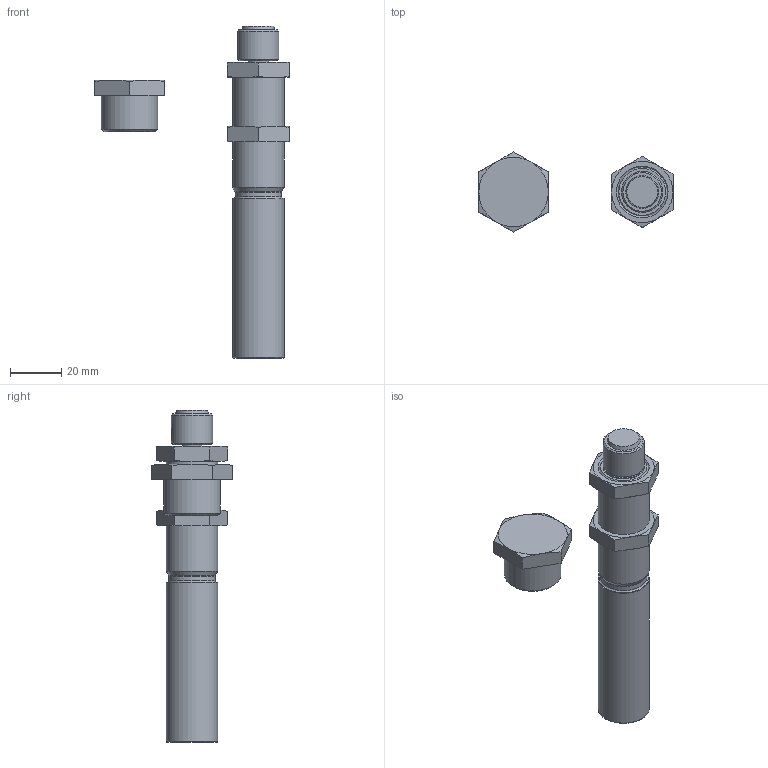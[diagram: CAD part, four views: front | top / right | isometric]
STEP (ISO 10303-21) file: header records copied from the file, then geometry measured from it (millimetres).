
FILE_DESCRIPTION(/* description */ ('STEP AP214'),/* implementation_level */ '2;1');
FILE_NAME(/* name */ '114033_SLZ-32-KF-A',/* time_stamp */ '2024-09-15T07:25:36+02:00',/* author */ ('License CC BY-ND 4.0'),/* organization */ ('CADENAS'),/* preprocessor_version */ 'ST-DEVELOPER v19.3',/* originating_system */ 'PARTsolutions',/* authorisation */ ' ');
FILE_SCHEMA (('AUTOMOTIVE_DESIGN {1 0 10303 214 3 1 1}'));
Length unit declared in the file: millimetre
Products named in the file (5): 114033 SLZ-32-KF-A---(02); 328961 SLZ-32-KF-A; 1138644 DYSR-16-20-Y5p---(0); 237256 YSR-16 M20x1.25-6-24; 11134 YSRP-16
Assembly tree (5 placements, depth 2):
  114033 SLZ-32-KF-A---(02)
    328961 SLZ-32-KF-A
    1138644 DYSR-16-20-Y5p---(0)
    237256 YSR-16 M20x1.25-6-24  x2
    11134 YSRP-16
Bounding box: 75.5 x 31.18 x 129 mm (x, y, z)
Volume: 48541.7 mm3; surface area: 15256.1 mm2
Topology: 5 solids, 5 shells, 114 faces, 248 edges, 155 vertices
Faces by surface type: plane 56, cone 34, cylinder 18, torus 6
Full cylindrical faces by diameter (mm): 5 x1, 7 x1, 8 x3, 15.1 x1, 16 x3, 16.5 x1, 18 x1, 18.376 x2, 20 x2, 22 x1
Entity records: 2674 total; most frequent: CARTESIAN_POINT 560, DIRECTION 416, ORIENTED_EDGE 344, AXIS2_PLACEMENT_3D 175, EDGE_CURVE 172, FACE_BOUND 153, EDGE_LOOP 150, VERTEX_POINT 129
